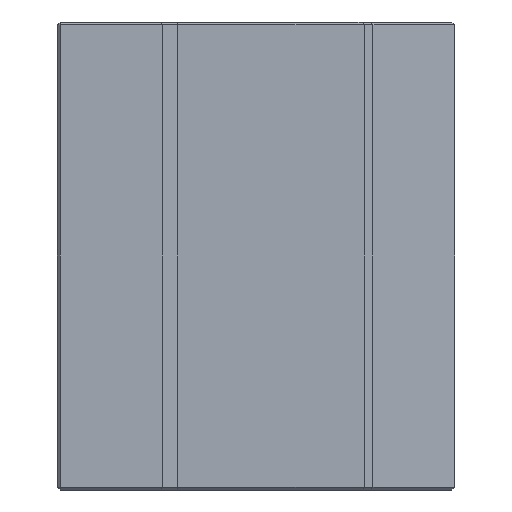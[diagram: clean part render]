
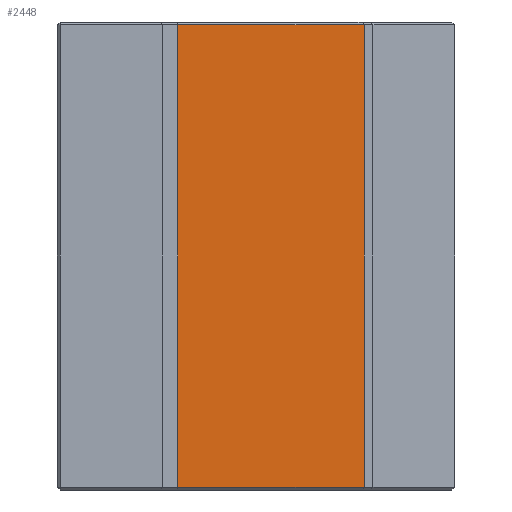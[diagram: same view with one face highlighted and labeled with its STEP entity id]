
A CAD part, left-side view. The second image highlights one B-rep face of the part: STEP entity #2448.
In plain terms, the highlighted planar face has unit normal (-1, 0, 0).
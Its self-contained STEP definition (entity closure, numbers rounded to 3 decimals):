
#45 = ORIENTED_EDGE ( 'NONE', *, *, #1068, .T. ) ;
#156 = DIRECTION ( 'NONE',  ( 1., 0., 0. ) ) ;
#160 = LINE ( 'NONE', #310, #1841 ) ;
#173 = VERTEX_POINT ( 'NONE', #1296 ) ;
#178 = VECTOR ( 'NONE', #1995, 1000. ) ;
#221 = VERTEX_POINT ( 'NONE', #1076 ) ;
#231 = ORIENTED_EDGE ( 'NONE', *, *, #2253, .T. ) ;
#269 = FACE_OUTER_BOUND ( 'NONE', #1457, .T. ) ;
#310 = CARTESIAN_POINT ( 'NONE',  ( -42.4, -18.5, 40. ) ) ;
#373 = PLANE ( 'NONE',  #467 ) ;
#467 = AXIS2_PLACEMENT_3D ( 'NONE', #598, #156, #2246 ) ;
#484 = DIRECTION ( 'NONE',  ( 0., 0., -1. ) ) ;
#598 = CARTESIAN_POINT ( 'NONE',  ( -42.4, 13.4, 40. ) ) ;
#622 = VERTEX_POINT ( 'NONE', #2393 ) ;
#734 = LINE ( 'NONE', #1733, #1774 ) ;
#736 = EDGE_CURVE ( 'NONE', #221, #622, #2398, .T. ) ;
#897 = VERTEX_POINT ( 'NONE', #2092 ) ;
#950 = CARTESIAN_POINT ( 'NONE',  ( -42.4, -18.5, -39.5 ) ) ;
#956 = EDGE_CURVE ( 'NONE', #173, #897, #1058, .T. ) ;
#1043 = ORIENTED_EDGE ( 'NONE', *, *, #956, .T. ) ;
#1058 = LINE ( 'NONE', #2664, #1602 ) ;
#1068 = EDGE_CURVE ( 'NONE', #897, #221, #734, .T. ) ;
#1076 = CARTESIAN_POINT ( 'NONE',  ( -42.4, 13.4, -39.5 ) ) ;
#1232 = ORIENTED_EDGE ( 'NONE', *, *, #736, .T. ) ;
#1296 = CARTESIAN_POINT ( 'NONE',  ( -42.4, -18.5, 39.5 ) ) ;
#1457 = EDGE_LOOP ( 'NONE', ( #45, #1232, #231, #1043 ) ) ;
#1561 = DIRECTION ( 'NONE',  ( 0., 0., 1. ) ) ;
#1602 = VECTOR ( 'NONE', #2501, 1000. ) ;
#1733 = CARTESIAN_POINT ( 'NONE',  ( -42.4, 13.4, 40. ) ) ;
#1774 = VECTOR ( 'NONE', #484, 1000. ) ;
#1841 = VECTOR ( 'NONE', #1561, 1000. ) ;
#1995 = DIRECTION ( 'NONE',  ( 0., -1., 0. ) ) ;
#2092 = CARTESIAN_POINT ( 'NONE',  ( -42.4, 13.4, 39.5 ) ) ;
#2246 = DIRECTION ( 'NONE',  ( 0., 1., 0. ) ) ;
#2253 = EDGE_CURVE ( 'NONE', #622, #173, #160, .T. ) ;
#2393 = CARTESIAN_POINT ( 'NONE',  ( -42.4, -18.5, -39.5 ) ) ;
#2398 = LINE ( 'NONE', #950, #178 ) ;
#2448 = ADVANCED_FACE ( 'NONE', ( #269 ), #373, .F. ) ;
#2501 = DIRECTION ( 'NONE',  ( 0., 1., 0. ) ) ;
#2664 = CARTESIAN_POINT ( 'NONE',  ( -42.4, 13.4, 39.5 ) ) ;
